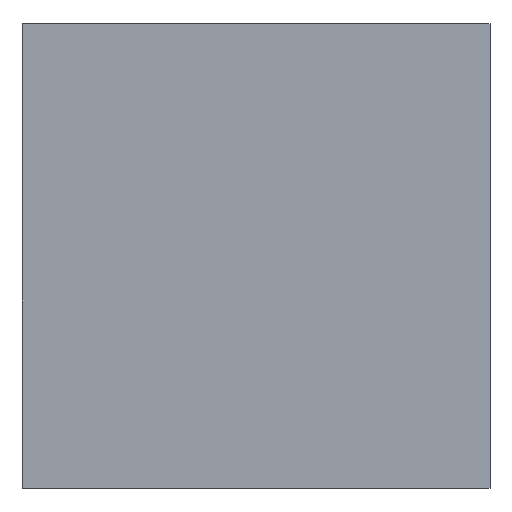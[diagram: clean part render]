
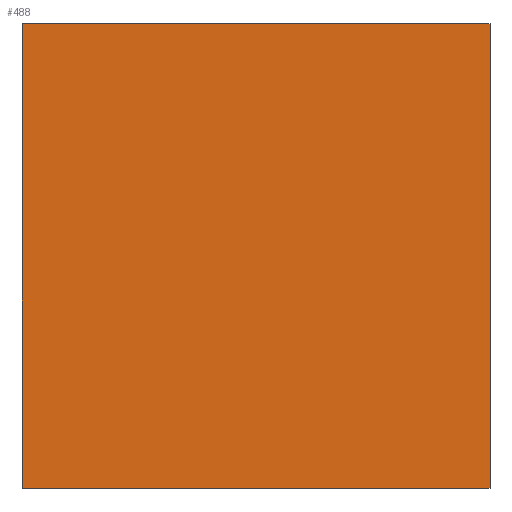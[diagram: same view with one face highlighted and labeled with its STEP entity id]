
A CAD part, top view. The second image highlights one B-rep face of the part: STEP entity #488.
In plain terms, the highlighted planar face has unit normal (0, 0, 1).
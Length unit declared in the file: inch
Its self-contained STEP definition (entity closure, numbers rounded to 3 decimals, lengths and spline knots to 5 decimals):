
#5 = VERTEX_POINT ( 'NONE', #173 ) ;
#13 = EDGE_CURVE ( 'NONE', #285, #5, #161, .T. ) ;
#25 = EDGE_CURVE ( 'NONE', #5, #193, #353, .T. ) ;
#26 = VECTOR ( 'NONE', #83, 39.37008 ) ;
#30 = ORIENTED_EDGE ( 'NONE', *, *, #573, .T. ) ;
#65 = VECTOR ( 'NONE', #566, 39.37008 ) ;
#83 = DIRECTION ( 'NONE',  ( -1., 0., 0. ) ) ;
#107 = DIRECTION ( 'NONE',  ( 0., 0., -1. ) ) ;
#148 = PLANE ( 'NONE',  #350 ) ;
#156 = CARTESIAN_POINT ( 'NONE',  ( -0.82678, -0.52603, 0.2 ) ) ;
#161 = LINE ( 'NONE', #446, #312 ) ;
#162 = DIRECTION ( 'NONE',  ( 1., 0., 0. ) ) ;
#168 = DIRECTION ( 'NONE',  ( 0., 1., 0. ) ) ;
#173 = CARTESIAN_POINT ( 'NONE',  ( 6.83366, 7.07802, 0.2 ) ) ;
#193 = VERTEX_POINT ( 'NONE', #465 ) ;
#231 = ORIENTED_EDGE ( 'NONE', *, *, #25, .T. ) ;
#272 = ORIENTED_EDGE ( 'NONE', *, *, #336, .T. ) ;
#284 = EDGE_LOOP ( 'NONE', ( #30, #272, #415, #231 ) ) ;
#285 = VERTEX_POINT ( 'NONE', #436 ) ;
#291 = DIRECTION ( 'NONE',  ( -1., 0., 0. ) ) ;
#312 = VECTOR ( 'NONE', #168, 39.37008 ) ;
#321 = VERTEX_POINT ( 'NONE', #447 ) ;
#336 = EDGE_CURVE ( 'NONE', #321, #285, #393, .T. ) ;
#350 = AXIS2_PLACEMENT_3D ( 'NONE', #560, #107, #291 ) ;
#353 = LINE ( 'NONE', #495, #26 ) ;
#384 = LINE ( 'NONE', #156, #65 ) ;
#393 = LINE ( 'NONE', #534, #577 ) ;
#415 = ORIENTED_EDGE ( 'NONE', *, *, #13, .T. ) ;
#436 = CARTESIAN_POINT ( 'NONE',  ( 6.83366, -0.52603, 0.2 ) ) ;
#446 = CARTESIAN_POINT ( 'NONE',  ( 6.83366, -0.52603, 0.2 ) ) ;
#447 = CARTESIAN_POINT ( 'NONE',  ( -0.82678, -0.52603, 0.2 ) ) ;
#465 = CARTESIAN_POINT ( 'NONE',  ( -0.82678, 7.07802, 0.2 ) ) ;
#488 = ADVANCED_FACE ( 'NONE', ( #519 ), #148, .F. ) ;
#495 = CARTESIAN_POINT ( 'NONE',  ( -0.82678, 7.07802, 0.2 ) ) ;
#519 = FACE_OUTER_BOUND ( 'NONE', #284, .T. ) ;
#534 = CARTESIAN_POINT ( 'NONE',  ( -0.82678, -0.52603, 0.2 ) ) ;
#560 = CARTESIAN_POINT ( 'NONE',  ( 0., 0., 0.2 ) ) ;
#566 = DIRECTION ( 'NONE',  ( 0., -1., 0. ) ) ;
#573 = EDGE_CURVE ( 'NONE', #193, #321, #384, .T. ) ;
#577 = VECTOR ( 'NONE', #162, 39.37008 ) ;
